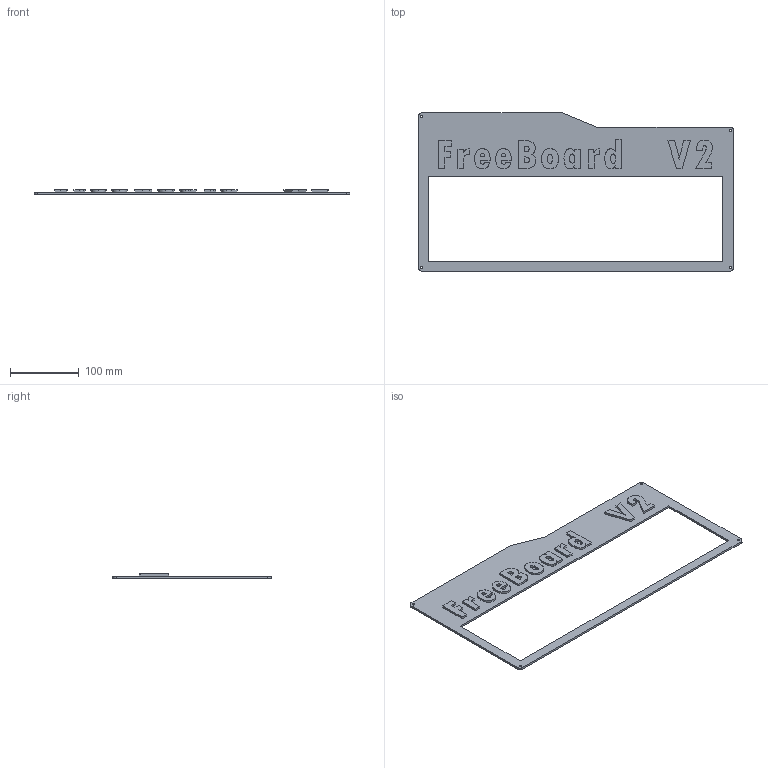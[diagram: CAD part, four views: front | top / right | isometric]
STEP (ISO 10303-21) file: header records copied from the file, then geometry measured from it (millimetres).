
FILE_DESCRIPTION(/* description */ (''),/* implementation_level */ '2;1');
FILE_NAME(/* name */ 'FreeBoard V2 Top.step',/* time_stamp */ '2025-07-12T21:59:59+01:00',/* author */ (''),/* organization */ (''),/* preprocessor_version */ 'ST-DEVELOPER v20.1',/* originating_system */ 'Autodesk Translation Framework v14.10.0.0',/* authorisation */ '');
FILE_SCHEMA (('AUTOMOTIVE_DESIGN { 1 0 10303 214 3 1 1 }'));
Length unit declared in the file: millimetre
Products named in the file (3): 2025-07-12-18-36-48-806; 2025-07-12-18-38-55-122; 2025-07-12-20-49-41-434
Assembly tree (2 placements, depth 2):
  2025-07-12-18-36-48-806
    2025-07-12-18-38-55-122
    2025-07-12-20-49-41-434
Bounding box: 458.54 x 230 x 6 mm (x, y, z)
Volume: 160545.2 mm3; surface area: 107540.9 mm2
Topology: 1 solids, 1 shells, 210 faces, 570 edges, 380 vertices
Faces by surface type: bspline 104, plane 94, cylinder 12
Full cylindrical faces by diameter (mm): 3.4 x4
Entity records: 7649 total; most frequent: CARTESIAN_POINT 2933, ORIENTED_EDGE 1140, DIRECTION 608, EDGE_CURVE 570, VERTEX_POINT 380, LINE 338, VECTOR 338, EDGE_LOOP 238
